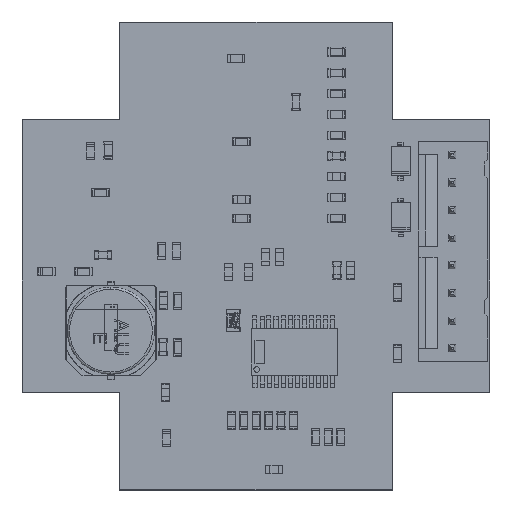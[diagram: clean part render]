
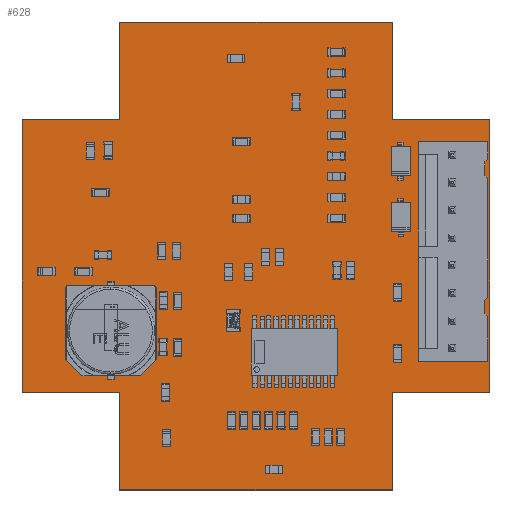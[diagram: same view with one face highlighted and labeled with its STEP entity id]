
A CAD part, top view. The second image highlights one B-rep face of the part: STEP entity #628.
In plain terms, the highlighted planar face has unit normal (0, 0, 1).
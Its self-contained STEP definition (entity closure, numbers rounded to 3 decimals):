
#243 = VERTEX_POINT('',#244);
#244 = CARTESIAN_POINT('',(75.,57.,0.));
#250 = EDGE_CURVE('',#243,#251,#253,.T.);
#251 = VERTEX_POINT('',#252);
#252 = CARTESIAN_POINT('',(75.,66.,0.));
#253 = LINE('',#254,#255);
#254 = CARTESIAN_POINT('',(75.,57.,0.));
#255 = VECTOR('',#256,1.);
#256 = DIRECTION('',(0.,1.,0.));
#281 = EDGE_CURVE('',#251,#282,#284,.T.);
#282 = VERTEX_POINT('',#283);
#283 = CARTESIAN_POINT('',(66.,66.,0.));
#284 = LINE('',#285,#286);
#285 = CARTESIAN_POINT('',(75.,66.,0.));
#286 = VECTOR('',#287,1.);
#287 = DIRECTION('',(-1.,0.,0.));
#312 = EDGE_CURVE('',#282,#313,#315,.T.);
#313 = VERTEX_POINT('',#314);
#314 = CARTESIAN_POINT('',(66.,91.,0.));
#315 = LINE('',#316,#317);
#316 = CARTESIAN_POINT('',(66.,66.,0.));
#317 = VECTOR('',#318,1.);
#318 = DIRECTION('',(0.,1.,0.));
#343 = EDGE_CURVE('',#313,#344,#346,.T.);
#344 = VERTEX_POINT('',#345);
#345 = CARTESIAN_POINT('',(75.,91.,0.));
#346 = LINE('',#347,#348);
#347 = CARTESIAN_POINT('',(66.,91.,0.));
#348 = VECTOR('',#349,1.);
#349 = DIRECTION('',(1.,0.,0.));
#374 = EDGE_CURVE('',#344,#375,#377,.T.);
#375 = VERTEX_POINT('',#376);
#376 = CARTESIAN_POINT('',(75.,100.,0.));
#377 = LINE('',#378,#379);
#378 = CARTESIAN_POINT('',(75.,91.,0.));
#379 = VECTOR('',#380,1.);
#380 = DIRECTION('',(0.,1.,0.));
#405 = EDGE_CURVE('',#375,#406,#408,.T.);
#406 = VERTEX_POINT('',#407);
#407 = CARTESIAN_POINT('',(100.,100.,0.));
#408 = LINE('',#409,#410);
#409 = CARTESIAN_POINT('',(75.,100.,0.));
#410 = VECTOR('',#411,1.);
#411 = DIRECTION('',(1.,0.,0.));
#436 = EDGE_CURVE('',#406,#437,#439,.T.);
#437 = VERTEX_POINT('',#438);
#438 = CARTESIAN_POINT('',(100.,91.,0.));
#439 = LINE('',#440,#441);
#440 = CARTESIAN_POINT('',(100.,100.,0.));
#441 = VECTOR('',#442,1.);
#442 = DIRECTION('',(0.,-1.,0.));
#467 = EDGE_CURVE('',#437,#468,#470,.T.);
#468 = VERTEX_POINT('',#469);
#469 = CARTESIAN_POINT('',(109.,91.,0.));
#470 = LINE('',#471,#472);
#471 = CARTESIAN_POINT('',(100.,91.,0.));
#472 = VECTOR('',#473,1.);
#473 = DIRECTION('',(1.,0.,0.));
#498 = EDGE_CURVE('',#468,#499,#501,.T.);
#499 = VERTEX_POINT('',#500);
#500 = CARTESIAN_POINT('',(109.,66.,0.));
#501 = LINE('',#502,#503);
#502 = CARTESIAN_POINT('',(109.,91.,0.));
#503 = VECTOR('',#504,1.);
#504 = DIRECTION('',(0.,-1.,0.));
#529 = EDGE_CURVE('',#499,#530,#532,.T.);
#530 = VERTEX_POINT('',#531);
#531 = CARTESIAN_POINT('',(100.,66.,0.));
#532 = LINE('',#533,#534);
#533 = CARTESIAN_POINT('',(109.,66.,0.));
#534 = VECTOR('',#535,1.);
#535 = DIRECTION('',(-1.,0.,0.));
#560 = EDGE_CURVE('',#530,#561,#563,.T.);
#561 = VERTEX_POINT('',#562);
#562 = CARTESIAN_POINT('',(100.,57.,0.));
#563 = LINE('',#564,#565);
#564 = CARTESIAN_POINT('',(100.,66.,0.));
#565 = VECTOR('',#566,1.);
#566 = DIRECTION('',(0.,-1.,0.));
#591 = EDGE_CURVE('',#561,#243,#592,.T.);
#592 = LINE('',#593,#594);
#593 = CARTESIAN_POINT('',(100.,57.,0.));
#594 = VECTOR('',#595,1.);
#595 = DIRECTION('',(-1.,0.,0.));
#628 = ADVANCED_FACE('',(#629),#643,.F.);
#629 = FACE_BOUND('',#630,.F.);
#630 = EDGE_LOOP('',(#631,#632,#633,#634,#635,#636,#637,#638,#639,#640,
    #641,#642));
#631 = ORIENTED_EDGE('',*,*,#250,.T.);
#632 = ORIENTED_EDGE('',*,*,#281,.T.);
#633 = ORIENTED_EDGE('',*,*,#312,.T.);
#634 = ORIENTED_EDGE('',*,*,#343,.T.);
#635 = ORIENTED_EDGE('',*,*,#374,.T.);
#636 = ORIENTED_EDGE('',*,*,#405,.T.);
#637 = ORIENTED_EDGE('',*,*,#436,.T.);
#638 = ORIENTED_EDGE('',*,*,#467,.T.);
#639 = ORIENTED_EDGE('',*,*,#498,.T.);
#640 = ORIENTED_EDGE('',*,*,#529,.T.);
#641 = ORIENTED_EDGE('',*,*,#560,.T.);
#642 = ORIENTED_EDGE('',*,*,#591,.T.);
#643 = PLANE('',#644);
#644 = AXIS2_PLACEMENT_3D('',#645,#646,#647);
#645 = CARTESIAN_POINT('',(75.,57.,0.));
#646 = DIRECTION('',(0.,0.,-1.));
#647 = DIRECTION('',(-1.,0.,0.));
